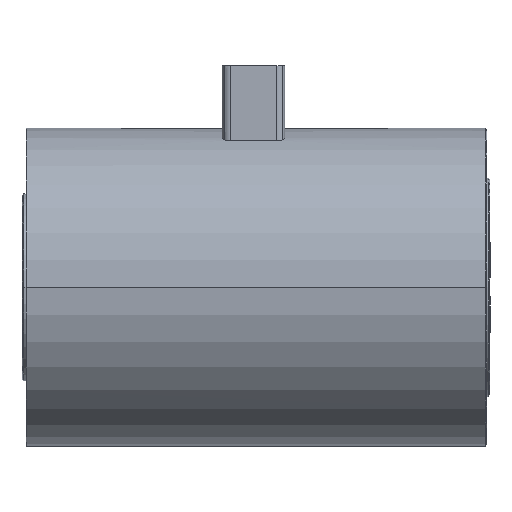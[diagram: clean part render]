
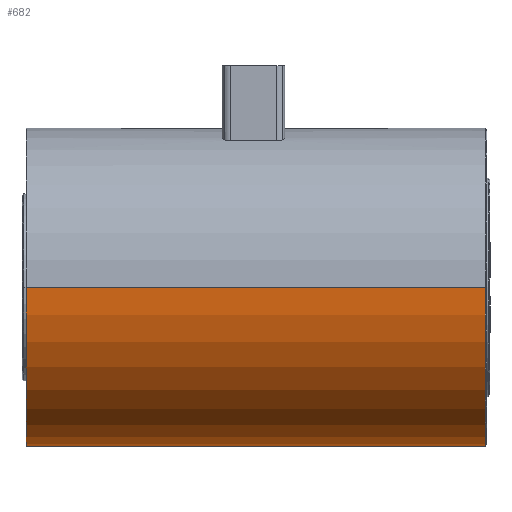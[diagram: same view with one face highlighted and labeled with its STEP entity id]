
A CAD part, left-side view. The second image highlights one B-rep face of the part: STEP entity #682.
In plain terms, the highlighted cylindrical face has radius 51 mm (diameter 102 mm), a partial arc.
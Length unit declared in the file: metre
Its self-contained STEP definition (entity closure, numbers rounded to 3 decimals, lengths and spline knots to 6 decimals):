
#682=ADVANCED_FACE('',(#1499),#1500,.T.);
#1499=FACE_OUTER_BOUND('',#2450,.T.);
#1500=CYLINDRICAL_SURFACE('',#2451,0.051);
#2450=EDGE_LOOP('',(#4730,#4731,#4732,#4733));
#2451=AXIS2_PLACEMENT_3D('',#4734,#4735,#4736);
#4730=ORIENTED_EDGE('',*,*,#6591,.F.);
#4731=ORIENTED_EDGE('',*,*,#6592,.F.);
#4732=ORIENTED_EDGE('',*,*,#6593,.F.);
#4733=ORIENTED_EDGE('',*,*,#6540,.F.);
#4734=CARTESIAN_POINT('',(0.05939,0.114914,0.));
#4735=DIRECTION('',(0.,-1.0,0.));
#4736=DIRECTION('',(1.,0.,0.001));
#6540=EDGE_CURVE('',#8013,#8012,#8015,.T.);
#6591=EDGE_CURVE('',#7122,#8013,#8078,.T.);
#6592=EDGE_CURVE('',#7118,#7122,#8079,.T.);
#6593=EDGE_CURVE('',#8012,#7118,#8080,.T.);
#7118=VERTEX_POINT('',#8859);
#7122=VERTEX_POINT('',#8864);
#8012=VERTEX_POINT('',#10509);
#8013=VERTEX_POINT('',#10510);
#8015=CIRCLE('',#10512,0.051);
#8078=LINE('',#10664,#10665);
#8079=CIRCLE('',#10666,0.051);
#8080=LINE('',#10667,#10668);
#8859=CARTESIAN_POINT('',(0.00839,0.000714,-0.000017));
#8864=CARTESIAN_POINT('',(0.11039,0.000714,0.000017));
#10509=CARTESIAN_POINT('',(0.00839,0.147914,-0.000033));
#10510=CARTESIAN_POINT('',(0.11039,0.147914,0.000033));
#10512=AXIS2_PLACEMENT_3D('',#11890,#11891,#11892);
#10664=CARTESIAN_POINT('',(0.11039,0.114914,0.000033));
#10665=VECTOR('',#11948,1.0);
#10666=AXIS2_PLACEMENT_3D('',#11949,#11950,#11951);
#10667=CARTESIAN_POINT('',(0.00839,0.114914,-0.000033));
#10668=VECTOR('',#11952,1.0);
#11890=CARTESIAN_POINT('',(0.05939,0.147914,0.));
#11891=DIRECTION('',(0.,1.0,0.));
#11892=DIRECTION('',(1.,0.,0.001));
#11948=DIRECTION('',(0.,1.0,0.));
#11949=CARTESIAN_POINT('',(0.05939,0.000714,0.));
#11950=DIRECTION('',(0.,-1.0,0.0));
#11951=DIRECTION('',(-1.0,0.,0.0));
#11952=DIRECTION('',(0.,-1.0,0.));
